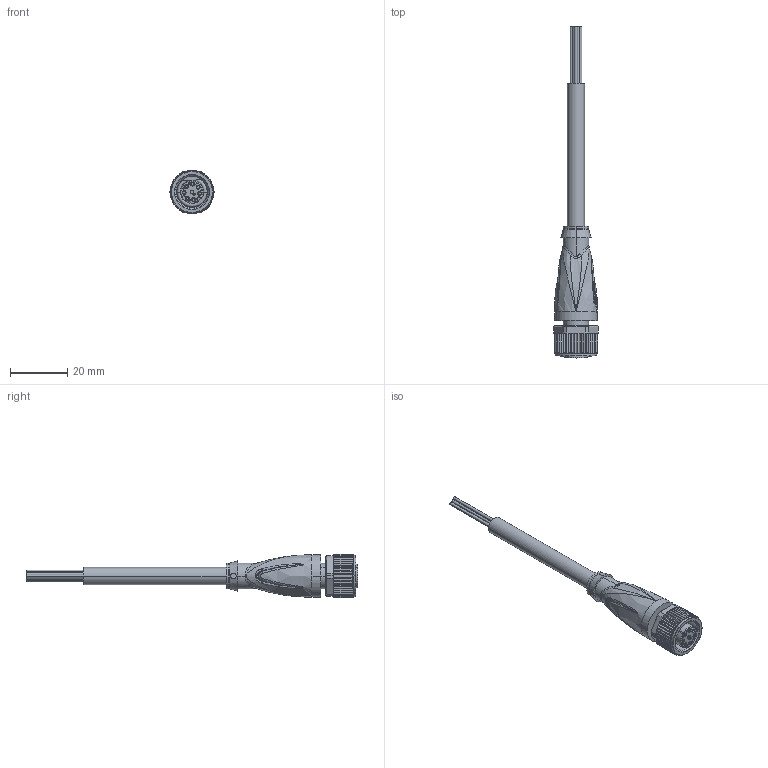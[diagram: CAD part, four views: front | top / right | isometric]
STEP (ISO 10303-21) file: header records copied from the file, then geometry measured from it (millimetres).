
FILE_DESCRIPTION(('STEP AP214'),'1');
FILE_NAME('cctmp_B93679BB-1749-4199-BD6C-015C4CBBF71F_2022_04_27_10_53_23_0786..stp','2022-04-27T08:53:29',('KiM GmbH'),('CADClick - www.CADClick.com'),'Spatial InterOp 3D postprocessed',' ','unknown authorization');
FILE_SCHEMA(('AUTOMOTIVE_DESIGN'));
Length unit declared in the file: millimetre
Products named in the file (7): T193621_1; Connection2; Cable; Connection1; Connection1_2; Connection1_1; T193621
Assembly tree (6 placements, depth 4):
  T193621
    T193621_1
      Connection2
      Cable
      Connection1
        Connection1_2
        Connection1_1
Bounding box: 15.4 x 116.1 x 15.37 mm (x, y, z)
Volume: 7281.7 mm3; surface area: 5686.9 mm2
Topology: 12 solids, 32 shells, 1567 faces, 4096 edges, 2619 vertices
Faces by surface type: plane 873, cylinder 319, torus 170, bspline 113, cone 92
Entity records: 65569 total; most frequent: CARTESIAN_POINT 22405, ORIENTED_EDGE 8122, DIRECTION 7752, EDGE_CURVE 4083, AXIS2_PLACEMENT_3D 2629, VERTEX_POINT 2619, LINE 2494, VECTOR 2494
